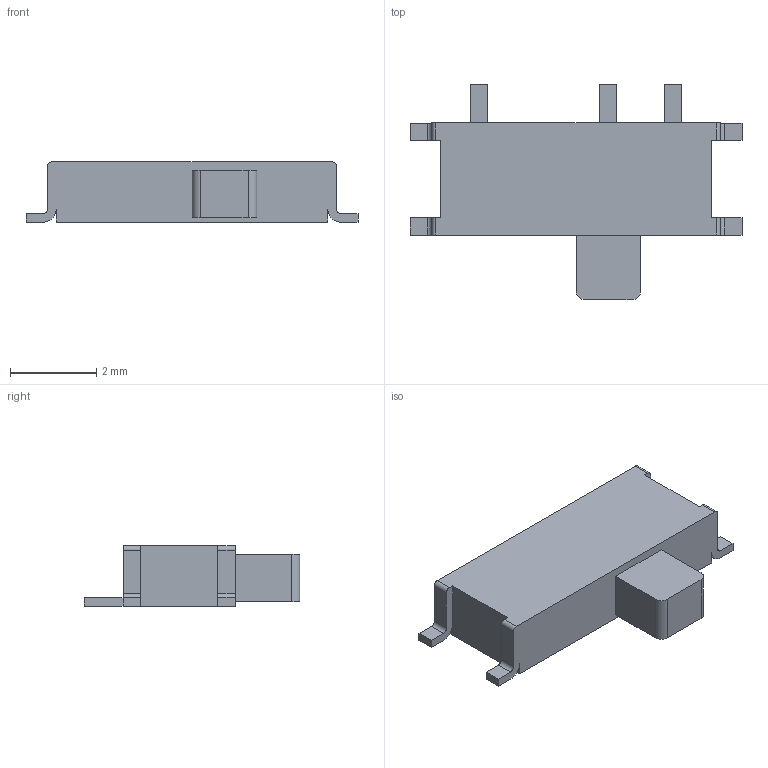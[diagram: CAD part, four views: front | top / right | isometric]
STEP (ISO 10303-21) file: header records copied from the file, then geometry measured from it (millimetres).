
FILE_DESCRIPTION (( 'STEP AP214' ), '1' );
FILE_NAME ('KPS-1290.STEP', '2015-03-30T21:35:39', ( '' ), ( '' ), 'SwSTEP 2.0', 'SolidWorks 2014', '' );
FILE_SCHEMA (( 'AUTOMOTIVE_DESIGN' ));
Length unit declared in the file: millimetre
Products named in the file (1): KPS-1290
Bounding box: 7.7 x 5 x 1.4 mm (x, y, z)
Volume: 26.2 mm3; surface area: 74.2 mm2
Topology: 1 solids, 1 shells, 57 faces, 162 edges, 108 vertices
Faces by surface type: plane 43, cylinder 14
Entity records: 1933 total; most frequent: CARTESIAN_POINT 328, ORIENTED_EDGE 324, DIRECTION 306, EDGE_CURVE 162, LINE 134, VECTOR 134, VERTEX_POINT 108, AXIS2_PLACEMENT_3D 86
